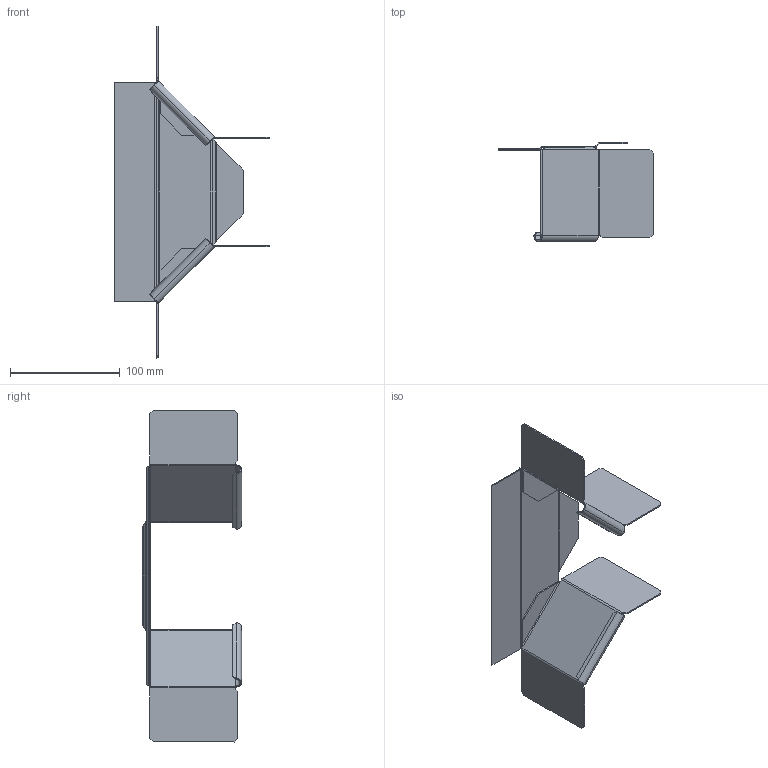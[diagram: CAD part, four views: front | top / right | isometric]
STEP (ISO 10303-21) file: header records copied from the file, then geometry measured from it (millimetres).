
FILE_DESCRIPTION((''),'2;1');
FILE_NAME('7002491_ASM','2013-12-16T',('AndreasKeweloh'),(''),'PRO/ENGINEER BY PARAMETRIC TECHNOLOGY CORPORATION, 2012360','PRO/ENGINEER BY PARAMETRIC TECHNOLOGY CORPORATION, 2012360','');
FILE_SCHEMA(('CONFIG_CONTROL_DESIGN'));
Length unit declared in the file: millimetre
Products named in the file (5): 7122213BODENBLECH-200_2; 7122213WINKELVERBINDER_2; 7122213WINKELVERBINDER_1_ASM_2_ASM; 7122213_ASM_2_ASM; 7002491_ASM
Assembly tree (5 placements, depth 4):
  7002491_ASM
    7122213_ASM_2_ASM
      7122213BODENBLECH-200_2
      7122213WINKELVERBINDER_1_ASM_2_ASM  x2
        7122213WINKELVERBINDER_2
Bounding box: 140.76 x 90.28 x 302.47 mm (x, y, z)
Volume: 57278.9 mm3; surface area: 100534.1 mm2
Topology: 3 solids, 3 shells, 136 faces, 335 edges, 201 vertices
Faces by surface type: plane 82, cylinder 32, bspline 18, torus 4
Entity records: 4047 total; most frequent: CARTESIAN_POINT 1983, ORIENTED_EDGE 414, DIRECTION 383, EDGE_CURVE 207, VECTOR 159, LINE 159, VERTEX_POINT 125, AXIS2_PLACEMENT_3D 112
